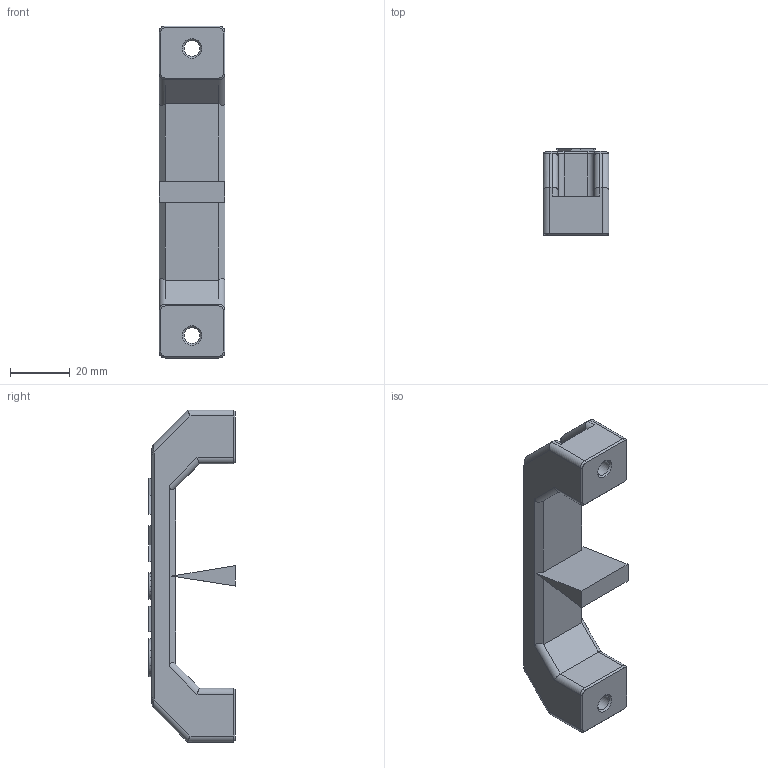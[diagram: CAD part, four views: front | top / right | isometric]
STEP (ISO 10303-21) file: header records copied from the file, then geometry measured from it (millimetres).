
FILE_DESCRIPTION(/* description */ (''),/* implementation_level */ '2;1');
FILE_NAME(/* name */ 'A-Handle_Vert-F.stp',/* time_stamp */ '2020-09-12T12:14:33-07:00',/* author */ (''),/* organization */ (''),/* preprocessor_version */ 'ST-DEVELOPER v18.1',/* originating_system */ 'Autodesk Translation Framework v9.3.0.1241',/* authorisation */ '');
FILE_SCHEMA (('AUTOMOTIVE_DESIGN { 1 0 10303 214 3 1 1 }'));
Length unit declared in the file: millimetre
Products named in the file (1): Handle Vertical
Bounding box: 22 x 29 x 111 mm (x, y, z)
Volume: 30144 mm3; surface area: 11595.1 mm2
Topology: 1 solids, 1 shells, 218 faces, 566 edges, 358 vertices
Faces by surface type: plane 88, bspline 83, cylinder 31, cone 16
Full cylindrical faces by diameter (mm): 5.3 x2, 10 x2
Entity records: 7660 total; most frequent: CARTESIAN_POINT 2797, ORIENTED_EDGE 1132, DIRECTION 739, EDGE_CURVE 566, VERTEX_POINT 358, LINE 337, VECTOR 337, EDGE_LOOP 230
